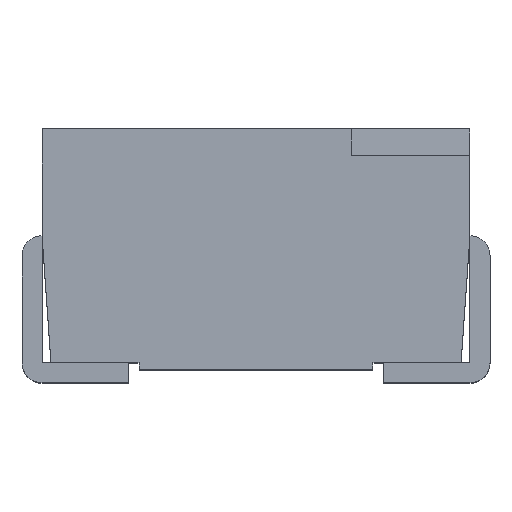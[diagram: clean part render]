
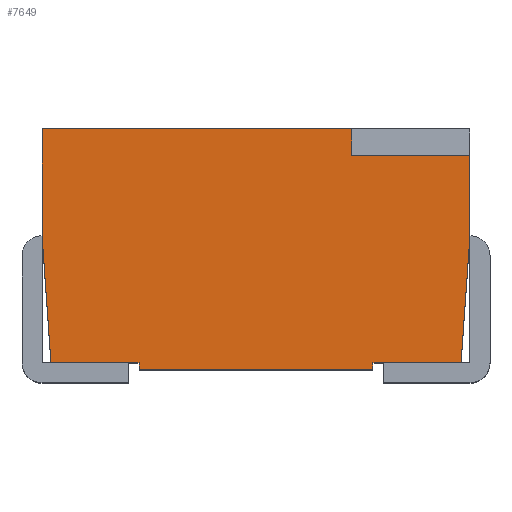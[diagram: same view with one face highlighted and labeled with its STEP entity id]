
A CAD part, top view. The second image highlights one B-rep face of the part: STEP entity #7649.
In plain terms, the highlighted planar face has unit normal (0, 0, 1).
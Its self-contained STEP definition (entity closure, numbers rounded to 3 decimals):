
#630 = VECTOR ( 'NONE', #10060, 1000. ) ;
#647 = CARTESIAN_POINT ( 'NONE',  ( 0.875, -0.85, 1.4 ) ) ;
#677 = DIRECTION ( 'NONE',  ( 0., 1., 0. ) ) ;
#693 = DIRECTION ( 'NONE',  ( -1., 0., 0. ) ) ;
#873 = CARTESIAN_POINT ( 'NONE',  ( 0.716, 0.9, 1.4 ) ) ;
#973 = CARTESIAN_POINT ( 'NONE',  ( -1.534, -0.85, 1.4 ) ) ;
#981 = DIRECTION ( 'NONE',  ( -1., 0., 0. ) ) ;
#1142 = DIRECTION ( 'NONE',  ( 1., 0., 0. ) ) ;
#1218 = EDGE_CURVE ( 'NONE', #7448, #8651, #1509, .T. ) ;
#1460 = LINE ( 'NONE', #4996, #3925 ) ;
#1481 = VECTOR ( 'NONE', #10116, 1000. ) ;
#1509 = LINE ( 'NONE', #5287, #4783 ) ;
#1551 = CARTESIAN_POINT ( 'NONE',  ( 1.6, 0., 1.4 ) ) ;
#1585 = VERTEX_POINT ( 'NONE', #873 ) ;
#2074 = VECTOR ( 'NONE', #11425, 1000. ) ;
#2223 = ORIENTED_EDGE ( 'NONE', *, *, #6836, .F. ) ;
#2522 = CARTESIAN_POINT ( 'NONE',  ( -2.997, -0.85, 1.4 ) ) ;
#2566 = LINE ( 'NONE', #2522, #3732 ) ;
#2595 = CARTESIAN_POINT ( 'NONE',  ( 0.716, 0.7, 1.4 ) ) ;
#2982 = EDGE_CURVE ( 'NONE', #3368, #7448, #12708, .T. ) ;
#3133 = VECTOR ( 'NONE', #677, 1000. ) ;
#3154 = LINE ( 'NONE', #5441, #11474 ) ;
#3222 = CARTESIAN_POINT ( 'NONE',  ( -1.534, -0.85, 1.4 ) ) ;
#3282 = CARTESIAN_POINT ( 'NONE',  ( 0.716, 0.7, 1.4 ) ) ;
#3368 = VERTEX_POINT ( 'NONE', #647 ) ;
#3551 = ORIENTED_EDGE ( 'NONE', *, *, #3810, .F. ) ;
#3732 = VECTOR ( 'NONE', #9783, 1000. ) ;
#3810 = EDGE_CURVE ( 'NONE', #9238, #3368, #2566, .T. ) ;
#3866 = DIRECTION ( 'NONE',  ( 0., 1., 0. ) ) ;
#3925 = VECTOR ( 'NONE', #3866, 1000. ) ;
#4567 = CARTESIAN_POINT ( 'NONE',  ( 0.875, -0.9, 1.4 ) ) ;
#4605 = VECTOR ( 'NONE', #13072, 1000. ) ;
#4783 = VECTOR ( 'NONE', #981, 1000. ) ;
#4858 = LINE ( 'NONE', #7255, #2074 ) ;
#4936 = ORIENTED_EDGE ( 'NONE', *, *, #2982, .F. ) ;
#4961 = CARTESIAN_POINT ( 'NONE',  ( 0.875, 0., 1.4 ) ) ;
#4996 = CARTESIAN_POINT ( 'NONE',  ( -0.875, 0., 1.4 ) ) ;
#5014 = CARTESIAN_POINT ( 'NONE',  ( -1.6, 0.9, 1.4 ) ) ;
#5096 = DIRECTION ( 'NONE',  ( -0.07, 0.998, 0. ) ) ;
#5105 = EDGE_CURVE ( 'NONE', #7371, #8911, #3154, .T. ) ;
#5287 = CARTESIAN_POINT ( 'NONE',  ( -2.997, -0.9, 1.4 ) ) ;
#5441 = CARTESIAN_POINT ( 'NONE',  ( -2.997, 0.7, 1.4 ) ) ;
#5899 = LINE ( 'NONE', #1551, #3133 ) ;
#5960 = CARTESIAN_POINT ( 'NONE',  ( -1.6, 0., 1.4 ) ) ;
#5992 = DIRECTION ( 'NONE',  ( 0., 0., -1. ) ) ;
#6043 = PLANE ( 'NONE',  #13210 ) ;
#6138 = ORIENTED_EDGE ( 'NONE', *, *, #12392, .F. ) ;
#6476 = FACE_OUTER_BOUND ( 'NONE', #13332, .T. ) ;
#6692 = VECTOR ( 'NONE', #12115, 1000. ) ;
#6836 = EDGE_CURVE ( 'NONE', #12918, #11507, #7165, .T. ) ;
#6987 = CARTESIAN_POINT ( 'NONE',  ( 1.6, 0.7, 1.4 ) ) ;
#7125 = VERTEX_POINT ( 'NONE', #5014 ) ;
#7142 = ORIENTED_EDGE ( 'NONE', *, *, #1218, .F. ) ;
#7165 = LINE ( 'NONE', #973, #12048 ) ;
#7255 = CARTESIAN_POINT ( 'NONE',  ( -2.997, 0.9, 1.4 ) ) ;
#7282 = EDGE_CURVE ( 'NONE', #1585, #7125, #4858, .T. ) ;
#7368 = CARTESIAN_POINT ( 'NONE',  ( 1.6, 0.1, 1.4 ) ) ;
#7371 = VERTEX_POINT ( 'NONE', #3282 ) ;
#7448 = VERTEX_POINT ( 'NONE', #4567 ) ;
#7649 = ADVANCED_FACE ( 'NONE', ( #6476 ), #6043, .F. ) ;
#7685 = LINE ( 'NONE', #13236, #630 ) ;
#7846 = VECTOR ( 'NONE', #10282, 1000. ) ;
#7854 = VERTEX_POINT ( 'NONE', #8449 ) ;
#7857 = ORIENTED_EDGE ( 'NONE', *, *, #7282, .T. ) ;
#8145 = ORIENTED_EDGE ( 'NONE', *, *, #11123, .F. ) ;
#8370 = ORIENTED_EDGE ( 'NONE', *, *, #11732, .T. ) ;
#8449 = CARTESIAN_POINT ( 'NONE',  ( 1.6, 0.1, 1.4 ) ) ;
#8535 = ORIENTED_EDGE ( 'NONE', *, *, #5105, .F. ) ;
#8651 = VERTEX_POINT ( 'NONE', #11342 ) ;
#8911 = VERTEX_POINT ( 'NONE', #6987 ) ;
#9238 = VERTEX_POINT ( 'NONE', #10352 ) ;
#9632 = LINE ( 'NONE', #5960, #1481 ) ;
#9783 = DIRECTION ( 'NONE',  ( -1., 0., 0. ) ) ;
#10050 = VERTEX_POINT ( 'NONE', #12263 ) ;
#10060 = DIRECTION ( 'NONE',  ( 1., 0., 0. ) ) ;
#10116 = DIRECTION ( 'NONE',  ( 0., 1., 0. ) ) ;
#10282 = DIRECTION ( 'NONE',  ( -0.07, -0.998, 0. ) ) ;
#10352 = CARTESIAN_POINT ( 'NONE',  ( 1.534, -0.85, 1.4 ) ) ;
#11106 = LINE ( 'NONE', #2595, #4605 ) ;
#11123 = EDGE_CURVE ( 'NONE', #11507, #7125, #9632, .T. ) ;
#11342 = CARTESIAN_POINT ( 'NONE',  ( -0.875, -0.9, 1.4 ) ) ;
#11403 = LINE ( 'NONE', #7368, #7846 ) ;
#11425 = DIRECTION ( 'NONE',  ( -1., 0., 0. ) ) ;
#11474 = VECTOR ( 'NONE', #1142, 1000. ) ;
#11507 = VERTEX_POINT ( 'NONE', #12741 ) ;
#11732 = EDGE_CURVE ( 'NONE', #12918, #10050, #7685, .T. ) ;
#11753 = EDGE_CURVE ( 'NONE', #8651, #10050, #1460, .T. ) ;
#11972 = ORIENTED_EDGE ( 'NONE', *, *, #12080, .T. ) ;
#12048 = VECTOR ( 'NONE', #5096, 1000. ) ;
#12080 = EDGE_CURVE ( 'NONE', #7854, #8911, #5899, .T. ) ;
#12115 = DIRECTION ( 'NONE',  ( 0., -1., 0. ) ) ;
#12231 = CARTESIAN_POINT ( 'NONE',  ( -2.997, 0., 1.4 ) ) ;
#12263 = CARTESIAN_POINT ( 'NONE',  ( -0.875, -0.85, 1.4 ) ) ;
#12357 = ORIENTED_EDGE ( 'NONE', *, *, #11753, .F. ) ;
#12392 = EDGE_CURVE ( 'NONE', #1585, #7371, #11106, .T. ) ;
#12708 = LINE ( 'NONE', #4961, #6692 ) ;
#12741 = CARTESIAN_POINT ( 'NONE',  ( -1.6, 0.1, 1.4 ) ) ;
#12918 = VERTEX_POINT ( 'NONE', #3222 ) ;
#13072 = DIRECTION ( 'NONE',  ( 0., -1., 0. ) ) ;
#13092 = ORIENTED_EDGE ( 'NONE', *, *, #13268, .F. ) ;
#13210 = AXIS2_PLACEMENT_3D ( 'NONE', #12231, #5992, #693 ) ;
#13236 = CARTESIAN_POINT ( 'NONE',  ( -2.997, -0.85, 1.4 ) ) ;
#13268 = EDGE_CURVE ( 'NONE', #7854, #9238, #11403, .T. ) ;
#13332 = EDGE_LOOP ( 'NONE', ( #7857, #8145, #2223, #8370, #12357, #7142, #4936, #3551, #13092, #11972, #8535, #6138 ) ) ;
